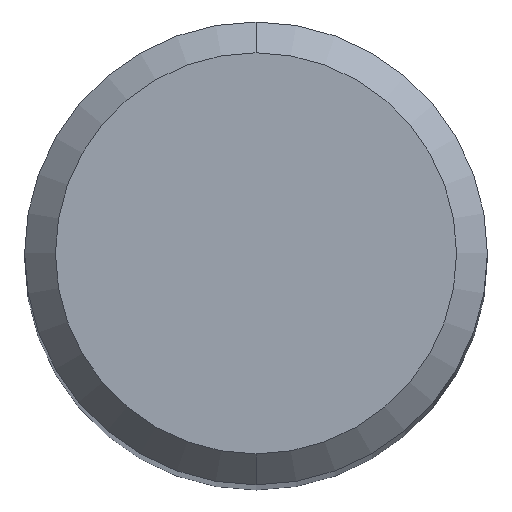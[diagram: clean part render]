
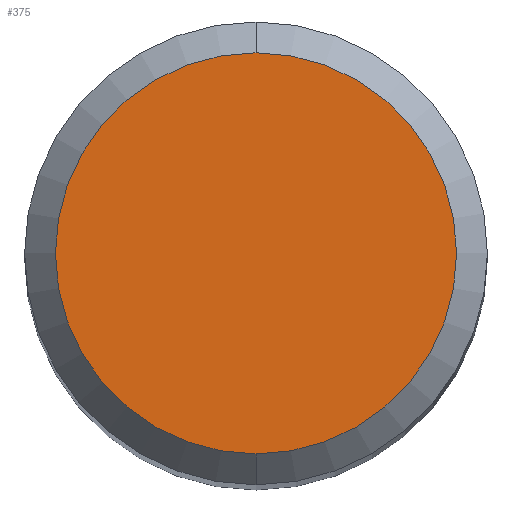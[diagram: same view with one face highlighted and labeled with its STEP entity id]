
A CAD part, top view. The second image highlights one B-rep face of the part: STEP entity #375.
In plain terms, the highlighted planar face has unit normal (0, 0, 1).
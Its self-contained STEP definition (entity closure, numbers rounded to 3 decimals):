
#197=VERTEX_POINT('',#506);
#249=EDGE_CURVE('',#453,#197,#562,.T.);
#327=EDGE_CURVE('',#197,#453,#649,.T.);
#375=ADVANCED_FACE('',(#702),#703,.T.);
#453=VERTEX_POINT('',#788);
#506=CARTESIAN_POINT('',(0.0,2.6,0.0));
#562=CIRCLE('',#930,2.6);
#649=CIRCLE('',#1178,2.6);
#702=FACE_OUTER_BOUND('',#1277,.T.);
#703=PLANE('',#1278);
#788=CARTESIAN_POINT('',(0.,-2.6,0.0));
#930=AXIS2_PLACEMENT_3D('',#1515,#1516,#1517);
#1178=AXIS2_PLACEMENT_3D('',#1620,#1621,#1622);
#1277=EDGE_LOOP('',(#1679,#1680));
#1278=AXIS2_PLACEMENT_3D('',#1681,#1682,#1683);
#1515=CARTESIAN_POINT('',(0.0,0.0,0.0));
#1516=DIRECTION('',(0.0,0.0,-1.0));
#1517=DIRECTION('',(0.0,1.0,0.0));
#1620=CARTESIAN_POINT('',(0.0,0.0,0.0));
#1621=DIRECTION('',(0.0,0.0,-1.0));
#1622=DIRECTION('',(0.0,1.0,0.0));
#1679=ORIENTED_EDGE('',*,*,#327,.F.);
#1680=ORIENTED_EDGE('',*,*,#249,.F.);
#1681=CARTESIAN_POINT('',(0.0,1.3,0.0));
#1682=DIRECTION('',(-0.0,0.0,1.0));
#1683=DIRECTION('',(0.0,-1.0,0.0));
